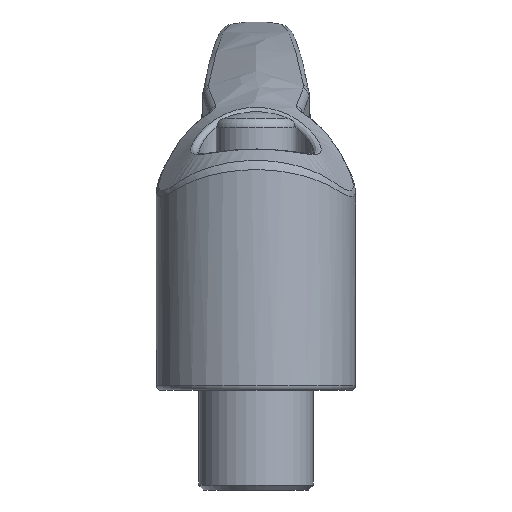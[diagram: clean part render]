
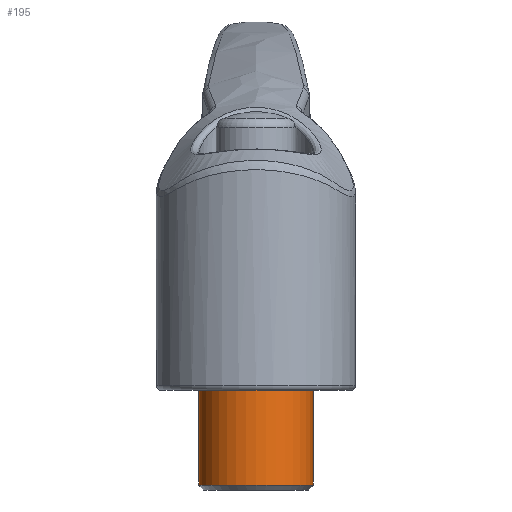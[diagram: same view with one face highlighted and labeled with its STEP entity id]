
A CAD part, front view. The second image highlights one B-rep face of the part: STEP entity #195.
In plain terms, the highlighted cylindrical face has radius 5.75 mm (diameter 11.5 mm), a full revolution.
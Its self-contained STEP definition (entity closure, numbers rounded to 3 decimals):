
#195 = ADVANCED_FACE( '', ( #421, #422 ), #423, .T. );
#421 = FACE_OUTER_BOUND( '', #4385, .T. );
#422 = FACE_OUTER_BOUND( '', #4386, .T. );
#423 = CYLINDRICAL_SURFACE( '', #4387, 5.75 );
#4385 = EDGE_LOOP( '', ( #5553 ) );
#4386 = EDGE_LOOP( '', ( #5554 ) );
#4387 = AXIS2_PLACEMENT_3D( '', #5555, #5556, #5557 );
#5553 = ORIENTED_EDGE( '', *, *, #5845, .T. );
#5554 = ORIENTED_EDGE( '', *, *, #5785, .F. );
#5555 = CARTESIAN_POINT( '', ( 0., 0., -10. ) );
#5556 = DIRECTION( '', ( 0., 0., -1. ) );
#5557 = DIRECTION( '', ( 1., 0., 0. ) );
#5785 = EDGE_CURVE( '', #6062, #6062, #6063, .T. );
#5845 = EDGE_CURVE( '', #6155, #6155, #6156, .T. );
#6062 = VERTEX_POINT( '', #7333 );
#6063 = CIRCLE( '', #7334, 5.75 );
#6155 = VERTEX_POINT( '', #8373 );
#6156 = CIRCLE( '', #8374, 5.75 );
#7333 = CARTESIAN_POINT( '', ( 0., 5.75, 0. ) );
#7334 = AXIS2_PLACEMENT_3D( '', #9274, #9275, #9276 );
#8373 = CARTESIAN_POINT( '', ( 5.75, 0., -9.5 ) );
#8374 = AXIS2_PLACEMENT_3D( '', #9310, #9311, #9312 );
#9274 = CARTESIAN_POINT( '', ( 0., 0., 0. ) );
#9275 = DIRECTION( '', ( 0., 0., 1. ) );
#9276 = DIRECTION( '', ( 0., 1., 0. ) );
#9310 = CARTESIAN_POINT( '', ( 0., 0., -9.5 ) );
#9311 = DIRECTION( '', ( 0., 0., 1. ) );
#9312 = DIRECTION( '', ( 1., 0., 0. ) );
